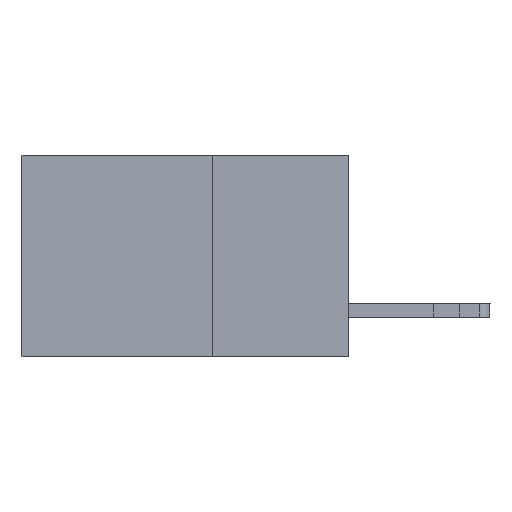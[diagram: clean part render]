
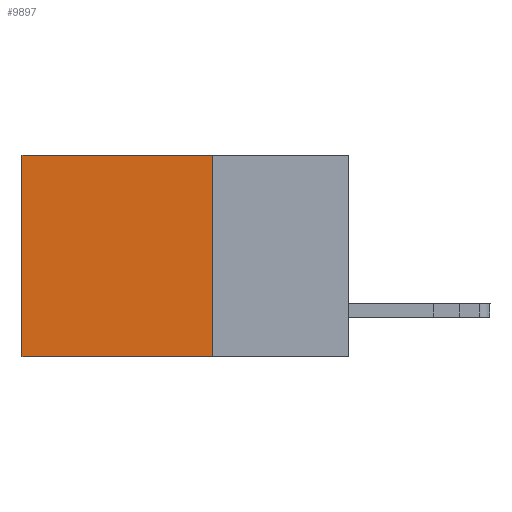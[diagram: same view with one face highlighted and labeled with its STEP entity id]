
A CAD part, left-side view. The second image highlights one B-rep face of the part: STEP entity #9897.
In plain terms, the highlighted planar face has unit normal (-1, 0, 0).
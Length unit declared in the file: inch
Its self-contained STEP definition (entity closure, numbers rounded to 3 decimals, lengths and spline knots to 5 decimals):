
#647 = EDGE_CURVE ( 'NONE', #14322, #9043, #13977, .T. ) ;
#2270 = LINE ( 'NONE', #4699, #2737 ) ;
#2296 = CARTESIAN_POINT ( 'NONE',  ( 0.2615, 0.25, -0.37 ) ) ;
#2526 = PLANE ( 'NONE',  #12684 ) ;
#2737 = VECTOR ( 'NONE', #16680, 39.37008 ) ;
#3015 = CARTESIAN_POINT ( 'NONE',  ( 0.2615, 0.25, 0. ) ) ;
#3724 = CARTESIAN_POINT ( 'NONE',  ( 0.2615, 0.6, -0.37 ) ) ;
#3943 = VERTEX_POINT ( 'NONE', #5604 ) ;
#4699 = CARTESIAN_POINT ( 'NONE',  ( 0.2615, 0.25, -0.37 ) ) ;
#4884 = CARTESIAN_POINT ( 'NONE',  ( 0.2615, 0.25, -0.37 ) ) ;
#4935 = DIRECTION ( 'NONE',  ( 0., 0., -1. ) ) ;
#5562 = ORIENTED_EDGE ( 'NONE', *, *, #12621, .F. ) ;
#5604 = CARTESIAN_POINT ( 'NONE',  ( 0.2615, 0.25, -0.37 ) ) ;
#6106 = ORIENTED_EDGE ( 'NONE', *, *, #12394, .T. ) ;
#6274 = DIRECTION ( 'NONE',  ( 1., 0., 0. ) ) ;
#6499 = EDGE_CURVE ( 'NONE', #3943, #9043, #15571, .T. ) ;
#6625 = VECTOR ( 'NONE', #10683, 39.37008 ) ;
#8903 = VERTEX_POINT ( 'NONE', #3015 ) ;
#9043 = VERTEX_POINT ( 'NONE', #15617 ) ;
#9897 = ADVANCED_FACE ( 'NONE', ( #17032 ), #2526, .F. ) ;
#10134 = CARTESIAN_POINT ( 'NONE',  ( 0.2615, 0.6, 0. ) ) ;
#10683 = DIRECTION ( 'NONE',  ( 0., 1., 0. ) ) ;
#10708 = VECTOR ( 'NONE', #4935, 39.37008 ) ;
#12157 = CARTESIAN_POINT ( 'NONE',  ( 0.2615, 0.25, 0. ) ) ;
#12297 = ORIENTED_EDGE ( 'NONE', *, *, #647, .T. ) ;
#12394 = EDGE_CURVE ( 'NONE', #8903, #14322, #13477, .T. ) ;
#12621 = EDGE_CURVE ( 'NONE', #8903, #3943, #2270, .T. ) ;
#12684 = AXIS2_PLACEMENT_3D ( 'NONE', #4884, #6274, #14178 ) ;
#12787 = DIRECTION ( 'NONE',  ( 0., 1., 0. ) ) ;
#13477 = LINE ( 'NONE', #12157, #6625 ) ;
#13582 = ORIENTED_EDGE ( 'NONE', *, *, #6499, .F. ) ;
#13677 = VECTOR ( 'NONE', #12787, 39.37008 ) ;
#13977 = LINE ( 'NONE', #3724, #10708 ) ;
#14178 = DIRECTION ( 'NONE',  ( 0., 0., -1. ) ) ;
#14322 = VERTEX_POINT ( 'NONE', #10134 ) ;
#15571 = LINE ( 'NONE', #2296, #13677 ) ;
#15617 = CARTESIAN_POINT ( 'NONE',  ( 0.2615, 0.6, -0.37 ) ) ;
#16680 = DIRECTION ( 'NONE',  ( 0., 0., -1. ) ) ;
#16931 = EDGE_LOOP ( 'NONE', ( #12297, #13582, #5562, #6106 ) ) ;
#17032 = FACE_OUTER_BOUND ( 'NONE', #16931, .T. ) ;
